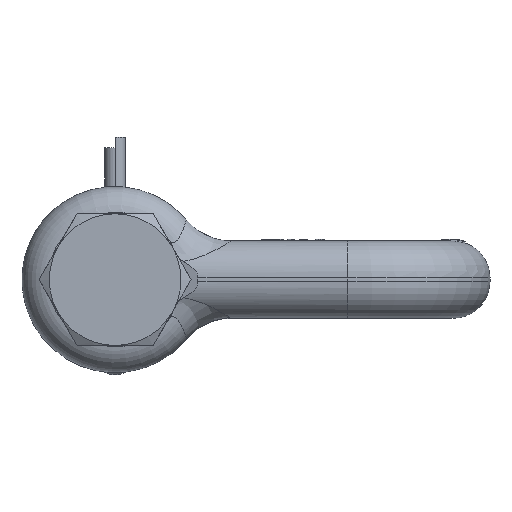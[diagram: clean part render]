
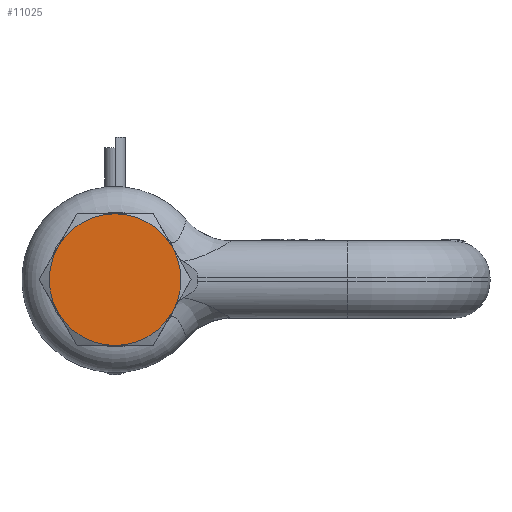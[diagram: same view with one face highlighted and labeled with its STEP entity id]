
A CAD part, left-side view. The second image highlights one B-rep face of the part: STEP entity #11025.
In plain terms, the highlighted planar face has unit normal (-1, 0, 0).
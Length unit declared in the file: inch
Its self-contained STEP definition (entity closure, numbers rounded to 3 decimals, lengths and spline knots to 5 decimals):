
#10552=CARTESIAN_POINT('',(-1.1203,0.,0.));
#10553=DIRECTION('',(-1.,0.,0.));
#10554=DIRECTION('',(0.,0.,-1.));
#10555=AXIS2_PLACEMENT_3D('',#10552,#10553,#10554);
#10557=CARTESIAN_POINT('',(-1.1203,0.,0.));
#10558=DIRECTION('',(-1.,0.,0.));
#10559=DIRECTION('',(0.,0.866,-0.5));
#10560=AXIS2_PLACEMENT_3D('',#10557,#10558,#10559);
#10562=CARTESIAN_POINT('',(-1.1203,0.,0.));
#10563=DIRECTION('',(-1.,0.,0.));
#10564=DIRECTION('',(0.,0.866,0.5));
#10565=AXIS2_PLACEMENT_3D('',#10562,#10563,#10564);
#10567=CARTESIAN_POINT('',(-1.1203,0.,0.));
#10568=DIRECTION('',(-1.,0.,0.));
#10569=DIRECTION('',(0.,0.,1.));
#10570=AXIS2_PLACEMENT_3D('',#10567,#10568,#10569);
#10572=CARTESIAN_POINT('',(-1.1203,0.,0.));
#10573=DIRECTION('',(-1.,0.,0.));
#10574=DIRECTION('',(0.,-0.866,0.5));
#10575=AXIS2_PLACEMENT_3D('',#10572,#10573,#10574);
#10577=CARTESIAN_POINT('',(-1.1203,0.,0.));
#10578=DIRECTION('',(-1.,0.,0.));
#10579=DIRECTION('',(0.,-0.866,-0.5));
#10580=AXIS2_PLACEMENT_3D('',#10577,#10578,#10579);
#10582=CARTESIAN_POINT('',(-1.1203,0.,-0.375));
#10583=CARTESIAN_POINT('',(-1.1203,-0.32476,
-0.1875));
#10584=VERTEX_POINT('',#10582);
#10585=VERTEX_POINT('',#10583);
#10586=CARTESIAN_POINT('',(-1.1203,-0.32476,
0.1875));
#10587=VERTEX_POINT('',#10586);
#10588=CARTESIAN_POINT('',(-1.1203,0.,0.375));
#10589=VERTEX_POINT('',#10588);
#10590=CARTESIAN_POINT('',(-1.1203,0.32476,
0.1875));
#10591=VERTEX_POINT('',#10590);
#10592=CARTESIAN_POINT('',(-1.1203,0.32476,
-0.1875));
#10593=VERTEX_POINT('',#10592);
#11012=CARTESIAN_POINT('',(-1.1203,0.,0.));
#11013=DIRECTION('',(-1.,0.,0.));
#11014=DIRECTION('',(0.,0.,1.));
#11015=AXIS2_PLACEMENT_3D('',#11012,#11013,#11014);
#11016=PLANE('',#11015);
#11017=ORIENTED_EDGE('',*,*,#10649,.F.);
#11018=ORIENTED_EDGE('',*,*,#10966,.F.);
#11019=ORIENTED_EDGE('',*,*,#10952,.F.);
#11020=ORIENTED_EDGE('',*,*,#10938,.F.);
#11021=ORIENTED_EDGE('',*,*,#10677,.F.);
#11022=ORIENTED_EDGE('',*,*,#10663,.F.);
#11023=EDGE_LOOP('',(#11017,#11018,#11019,#11020,#11021,#11022));
#11024=FACE_OUTER_BOUND('',#11023,.F.);
#11025=ADVANCED_FACE('',(#11024),#11016,.T.);
#10556=CIRCLE('',#10555,0.375);
#10561=CIRCLE('',#10560,0.375);
#10566=CIRCLE('',#10565,0.375);
#10571=CIRCLE('',#10570,0.375);
#10576=CIRCLE('',#10575,0.375);
#10581=CIRCLE('',#10580,0.375);
#10649=EDGE_CURVE('',#10584,#10585,#10556,.T.);
#10663=EDGE_CURVE('',#10585,#10587,#10581,.T.);
#10677=EDGE_CURVE('',#10587,#10589,#10576,.T.);
#10938=EDGE_CURVE('',#10589,#10591,#10571,.T.);
#10952=EDGE_CURVE('',#10591,#10593,#10566,.T.);
#10966=EDGE_CURVE('',#10593,#10584,#10561,.T.);
